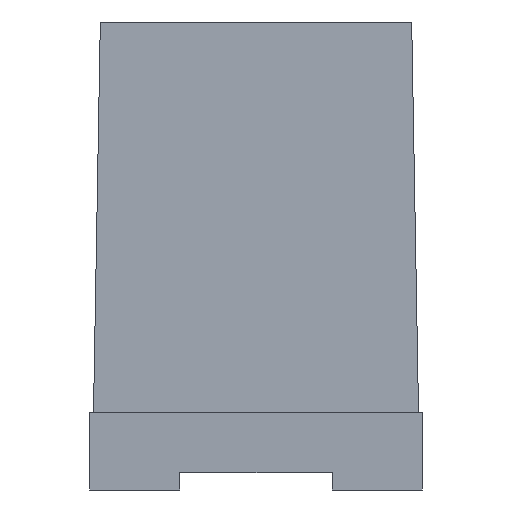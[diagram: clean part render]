
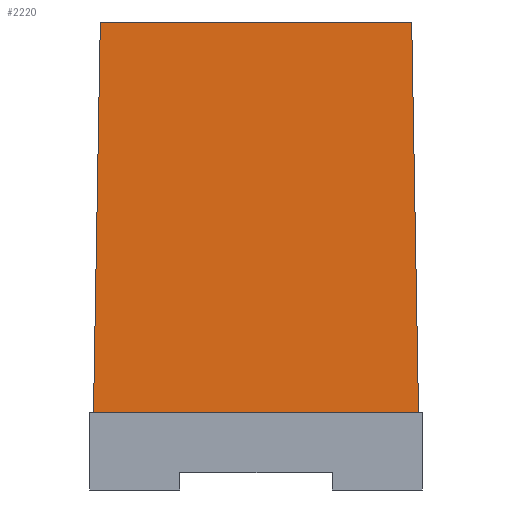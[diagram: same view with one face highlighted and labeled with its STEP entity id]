
A CAD part, left-side view. The second image highlights one B-rep face of the part: STEP entity #2220.
In plain terms, the highlighted planar face has unit normal (-1, 0, 0.018).
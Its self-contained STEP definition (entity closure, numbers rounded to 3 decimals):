
#105 = VECTOR ( 'NONE', #158, 1000. ) ;
#139 = DIRECTION ( 'NONE',  ( 0.017, -0.017, 1. ) ) ;
#146 = CARTESIAN_POINT ( 'NONE',  ( -21.8, 37.85, 0. ) ) ;
#158 = DIRECTION ( 'NONE',  ( -0.017, -0.017, -1. ) ) ;
#159 = CARTESIAN_POINT ( 'NONE',  ( -20.212, -36.262, 91. ) ) ;
#579 = LINE ( 'NONE', #159, #105 ) ;
#590 = AXIS2_PLACEMENT_3D ( 'NONE', #2336, #2332, #2329 ) ;
#601 = FACE_OUTER_BOUND ( 'NONE', #2122, .T. ) ;
#735 = ORIENTED_EDGE ( 'NONE', *, *, #2314, .F. ) ;
#822 = VECTOR ( 'NONE', #2484, 1000. ) ;
#830 = LINE ( 'NONE', #2088, #2553 ) ;
#1525 = ORIENTED_EDGE ( 'NONE', *, *, #1841, .F. ) ;
#1605 = LINE ( 'NONE', #2486, #822 ) ;
#1611 = CARTESIAN_POINT ( 'NONE',  ( -21.8, 37.85, 0. ) ) ;
#1616 = CARTESIAN_POINT ( 'NONE',  ( -21.8, -37.85, 0. ) ) ;
#1750 = VECTOR ( 'NONE', #139, 1000. ) ;
#1791 = CARTESIAN_POINT ( 'NONE',  ( -20.212, 36.262, 91. ) ) ;
#1832 = EDGE_CURVE ( 'NONE', #2119, #2550, #579, .T. ) ;
#1841 = EDGE_CURVE ( 'NONE', #2565, #2441, #2449, .T. ) ;
#2088 = CARTESIAN_POINT ( 'NONE',  ( -20.212, 0., 91. ) ) ;
#2107 = EDGE_CURVE ( 'NONE', #2565, #2550, #1605, .T. ) ;
#2119 = VERTEX_POINT ( 'NONE', #2481 ) ;
#2122 = EDGE_LOOP ( 'NONE', ( #735, #1525, #2645, #2424 ) ) ;
#2220 = ADVANCED_FACE ( 'NONE', ( #601 ), #2380, .T. ) ;
#2286 = DIRECTION ( 'NONE',  ( 0., -1., 0. ) ) ;
#2314 = EDGE_CURVE ( 'NONE', #2441, #2119, #830, .T. ) ;
#2329 = DIRECTION ( 'NONE',  ( 0.017, 0., 1. ) ) ;
#2332 = DIRECTION ( 'NONE',  ( -1., 0., 0.017 ) ) ;
#2336 = CARTESIAN_POINT ( 'NONE',  ( -21.8, 37.85, 0. ) ) ;
#2380 = PLANE ( 'NONE',  #590 ) ;
#2424 = ORIENTED_EDGE ( 'NONE', *, *, #1832, .F. ) ;
#2441 = VERTEX_POINT ( 'NONE', #1791 ) ;
#2449 = LINE ( 'NONE', #146, #1750 ) ;
#2481 = CARTESIAN_POINT ( 'NONE',  ( -20.212, -36.262, 91. ) ) ;
#2484 = DIRECTION ( 'NONE',  ( 0., -1., 0. ) ) ;
#2486 = CARTESIAN_POINT ( 'NONE',  ( -21.8, 37.85, 0. ) ) ;
#2550 = VERTEX_POINT ( 'NONE', #1616 ) ;
#2553 = VECTOR ( 'NONE', #2286, 1000. ) ;
#2565 = VERTEX_POINT ( 'NONE', #1611 ) ;
#2645 = ORIENTED_EDGE ( 'NONE', *, *, #2107, .T. ) ;
